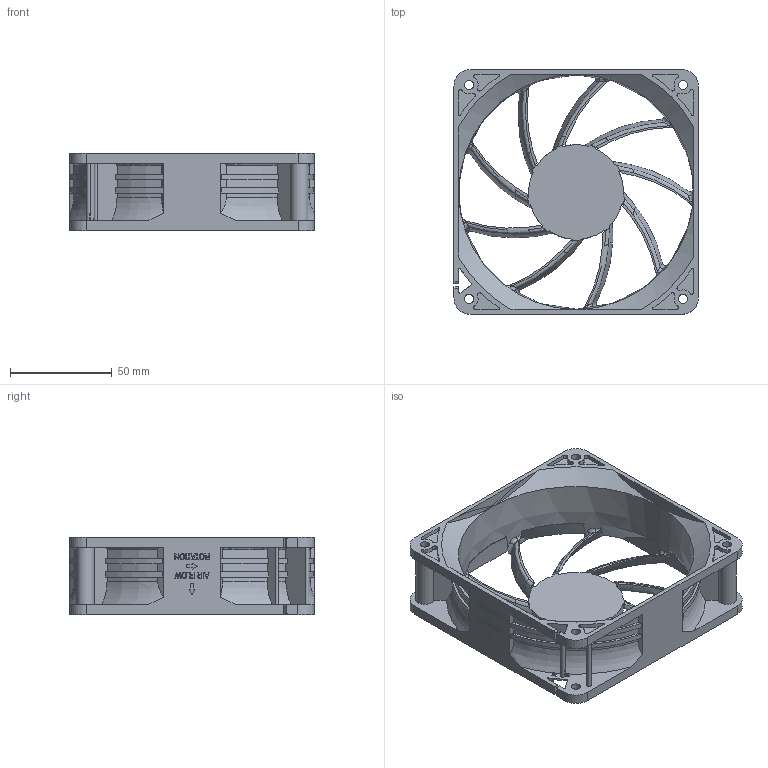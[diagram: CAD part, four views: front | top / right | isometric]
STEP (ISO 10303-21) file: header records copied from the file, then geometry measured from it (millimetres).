
FILE_DESCRIPTION(/* description */ (''),/* implementation_level */ '2;1');
FILE_NAME(/* name */ 'HD-1238(X)',/* time_stamp */ '2022-03-24T17:46:31+08:00',/* author */ (''),/* organization */ (''),/* preprocessor_version */ 'ST-DEVELOPER v9',/* originating_system */ 'UGS - NX 4.0',/* authorisation */ '');
FILE_SCHEMA (('CONFIG_CONTROL_DESIGN'));
Length unit declared in the file: millimetre
Products named in the file (1): 530385508tmv
Bounding box: 120.1 x 120 x 38 mm (x, y, z)
Volume: 73706.6 mm3; surface area: 59325.4 mm2
Topology: 1 solids, 1 shells, 756 faces, 2149 edges, 1424 vertices
Faces by surface type: plane 316, cylinder 211, bspline 118, extrusion 52, torus 29, cone 21, revolution 9
Full cylindrical faces by diameter (mm): 4.5 x6
Entity records: 32497 total; most frequent: CARTESIAN_POINT 14384, ORIENTED_EDGE 4294, DIRECTION 2971, EDGE_CURVE 2147, VERTEX_POINT 1432, AXIS2_PLACEMENT_3D 1070, B_SPLINE_CURVE_WITH_KNOTS 921, EDGE_LOOP 829
